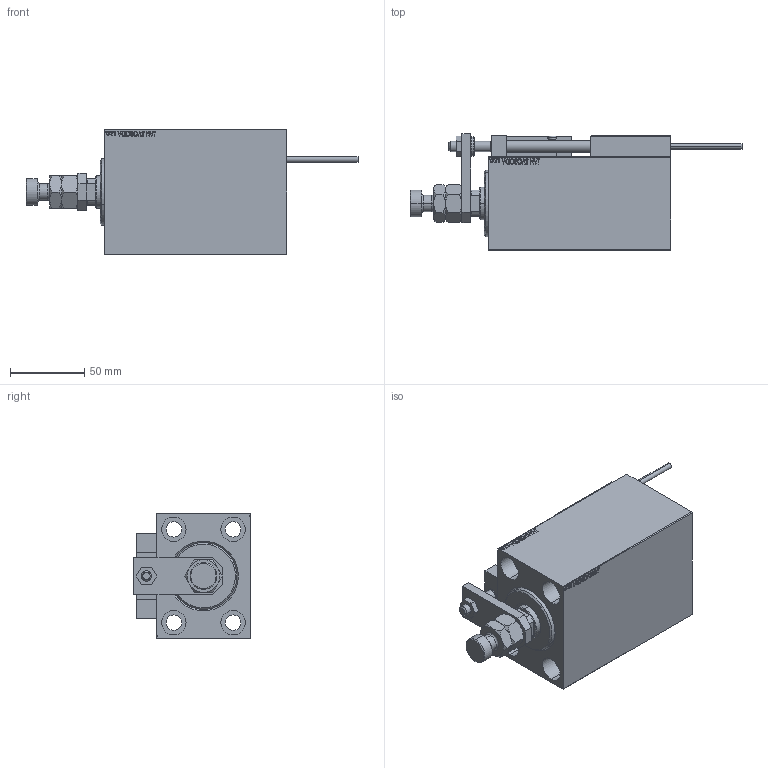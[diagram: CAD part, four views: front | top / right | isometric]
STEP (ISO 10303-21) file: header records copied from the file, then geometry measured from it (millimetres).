
FILE_DESCRIPTION (( 'STEP AP203' ), '1' );
FILE_NAME ('2236.STEP', '2022-04-17T03:27:48', ( '' ), ( '' ), 'SwSTEP 2.0', 'SolidWorks 2019', '' );
FILE_SCHEMA (( 'CONFIG_CONTROL_DESIGN' ));
Length unit declared in the file: millimetre
Products named in the file (16): ZARAZKA e5092eb65d15fb412739973afea87928; SWITCH X e5092eb65d15fb412739973afea87928; 2236; SWITCH DIM B,W e5092eb65d15fb412739973afea87928; KONCOVKA e5092eb65d15fb412739973afea87928; ALLEN BOLT D8 e5092eb65d15fb412739973afea87928; V450CM_C_Body e5092eb65d15fb412739973afea87928; MAGNET e5092eb65d15fb412739973afea87928; NUT_D12 e5092eb65d15fb412739973afea87928; SWITCH_X_FRONT_BACK e5092eb65d15fb412739973afea87928; TYC_L79 e5092eb65d15fb412739973afea87928; Block e5092eb65d15fb412739973afea87928; V450CM_VC_B e5092eb65d15fb412739973afea87928; ALLEN BOLT D5 e5092eb65d15fb412739973afea87928; V450CM_C_VCP e5092eb65d15fb412739973afea87928; X_Y_MFA e5092eb65d15fb412739973afea87928
Assembly tree (25 placements, depth 3):
  2236
    V450CM_C_Body e5092eb65d15fb412739973afea87928
    SWITCH X e5092eb65d15fb412739973afea87928
      SWITCH_X_FRONT_BACK e5092eb65d15fb412739973afea87928  x2
      TYC_L79 e5092eb65d15fb412739973afea87928
      Block e5092eb65d15fb412739973afea87928  x2
      ALLEN BOLT D5 e5092eb65d15fb412739973afea87928  x4
      ALLEN BOLT D8 e5092eb65d15fb412739973afea87928  x4
      MAGNET e5092eb65d15fb412739973afea87928  x2
      KONCOVKA e5092eb65d15fb412739973afea87928  x2
    NUT_D12 e5092eb65d15fb412739973afea87928
    SWITCH DIM B,W e5092eb65d15fb412739973afea87928
    ZARAZKA e5092eb65d15fb412739973afea87928
    V450CM_C_VCP e5092eb65d15fb412739973afea87928
    V450CM_VC_B e5092eb65d15fb412739973afea87928
    X_Y_MFA e5092eb65d15fb412739973afea87928
Bounding box: 224 x 78.5 x 85 mm (x, y, z)
Volume: 614040.7 mm3; surface area: 123750.3 mm2
Topology: 24 solids, 24 shells, 1330 faces, 3162 edges, 2013 vertices
Faces by surface type: plane 576, bspline 380, cylinder 188, cone 134, torus 48, sphere 4
Entity records: 51704 total; most frequent: CARTESIAN_POINT 26431, ORIENTED_EDGE 5344, DIRECTION 3640, EDGE_CURVE 2672, VERTEX_POINT 1737, VECTOR 1500, LINE 1500, EDGE_LOOP 1241
